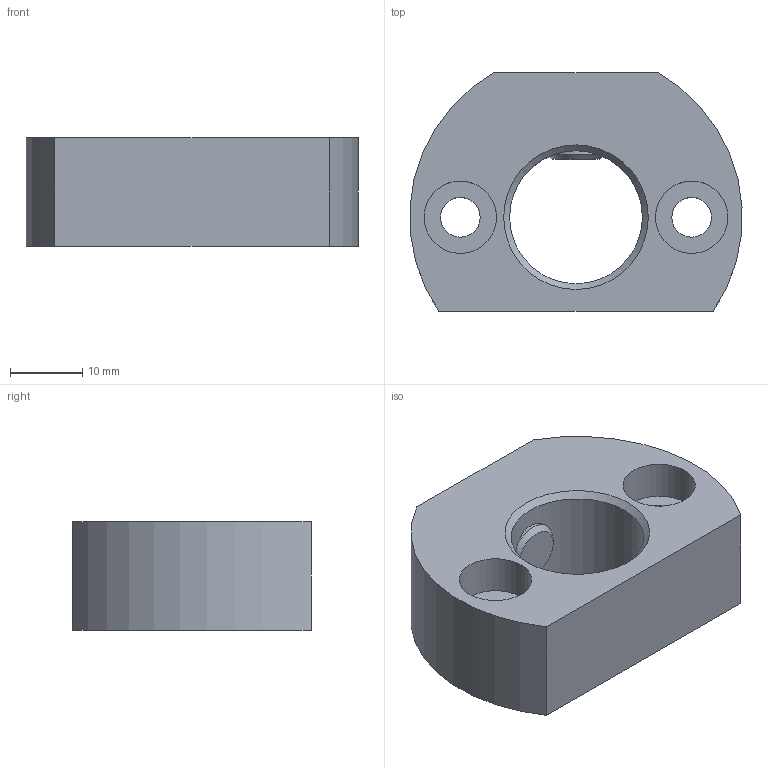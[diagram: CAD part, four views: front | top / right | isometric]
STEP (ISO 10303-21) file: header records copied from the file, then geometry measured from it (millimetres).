
FILE_DESCRIPTION( ( 'STEP AP214' ), '1' );
FILE_NAME( 'K0638.1201_A.stp', '2021-01-06T10:47:04', ( '' ), ( '' ), ' ', 'PARTsolutions', ' ' );
FILE_SCHEMA( ( 'AUTOMOTIVE_DESIGN { 1 0 10303 214 1 1 1 1 }' ) );
Length unit declared in the file: millimetre
Products named in the file (1): _K0638.1201_A
Bounding box: 45.91 x 33 x 15 mm (x, y, z)
Volume: 14902.7 mm3; surface area: 5679.7 mm2
Topology: 1 solids, 1 shells, 29 faces, 63 edges, 41 vertices
Faces by surface type: plane 15, cylinder 9, cone 5
Full cylindrical faces by diameter (mm): 5.5 x2, 10 x2, 18.376 x1
Entity records: 1048 total; most frequent: CARTESIAN_POINT 182, DIRECTION 130, ORIENTED_EDGE 104, AXIS2_PLACEMENT_3D 52, EDGE_CURVE 52, EDGE_LOOP 50, VERTEX_POINT 40, FACE_OUTER_BOUND 34
